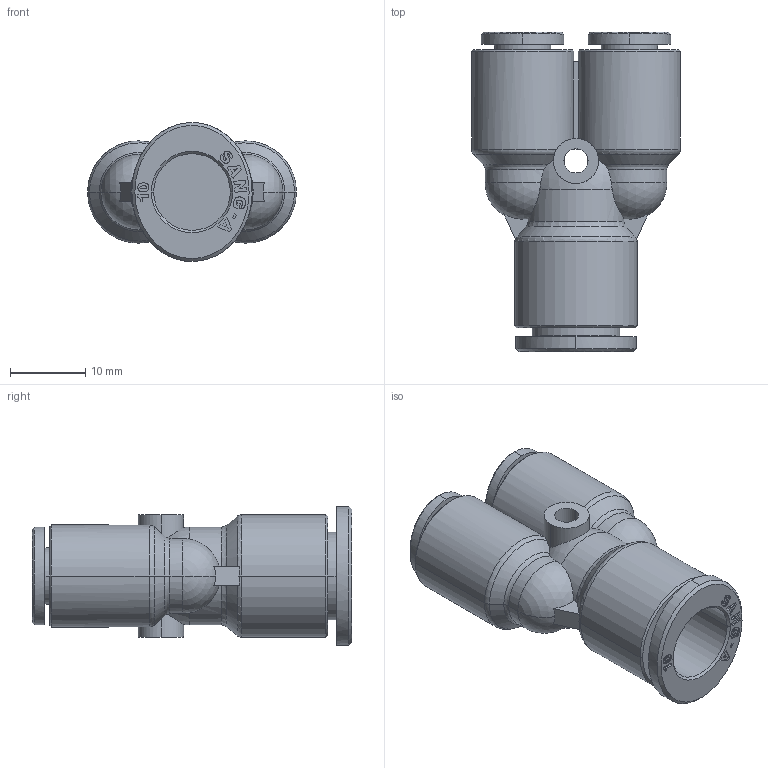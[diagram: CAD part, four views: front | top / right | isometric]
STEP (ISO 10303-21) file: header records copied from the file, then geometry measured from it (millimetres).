
FILE_DESCRIPTION((''),'2;1');
FILE_NAME('GPW_1006(3D).stp','2012-12-27T14:50:38',(''),(''),'Mechanical Desktop.R8.0.24.0','Mechanical Desktop.R8.0.24.0',', , ');
FILE_SCHEMA(('CONFIG_CONTROL_DESIGN'));
Length unit declared in the file: millimetre
Products named in the file (2): GPW_1006(3D); ºÎÇ°1
Assembly tree (1 placements, depth 2):
  GPW_1006(3D)
    ºÎÇ°1
Bounding box: 27.8 x 42.55 x 18.5 mm (x, y, z)
Volume: 7404 mm3; surface area: 5294.3 mm2
Topology: 1 solids, 1 shells, 886 faces, 2507 edges, 1659 vertices
Faces by surface type: plane 727, bspline 74, cylinder 53, cone 20, sphere 6, torus 6
Entity records: 30966 total; most frequent: CARTESIAN_POINT 8079, ORIENTED_EDGE 5006, DIRECTION 4311, EDGE_CURVE 2503, VECTOR 2161, LINE 2161, VERTEX_POINT 1659, AXIS2_PLACEMENT_3D 1075
